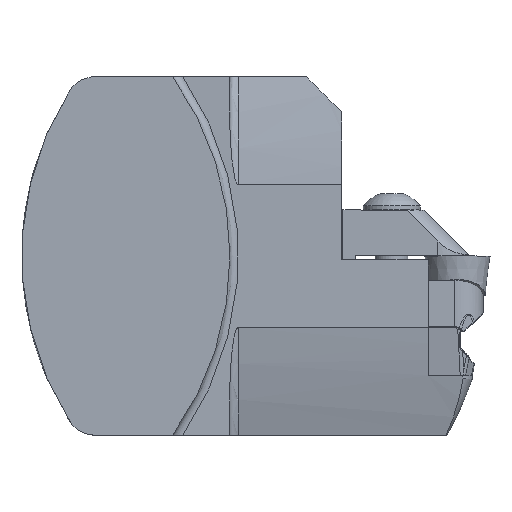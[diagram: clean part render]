
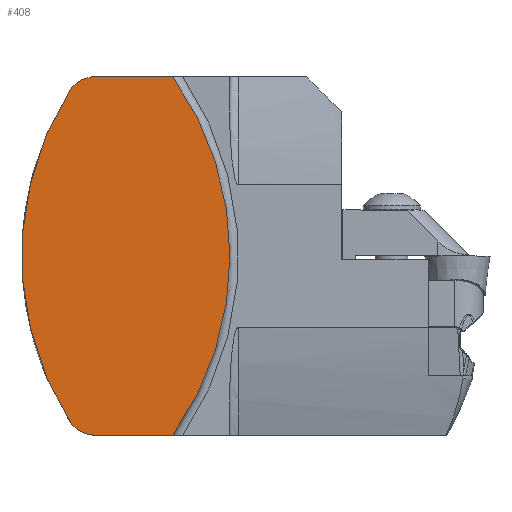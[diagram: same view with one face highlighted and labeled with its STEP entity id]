
A CAD part, top view. The second image highlights one B-rep face of the part: STEP entity #408.
In plain terms, the highlighted planar face has unit normal (0, 0, 1).
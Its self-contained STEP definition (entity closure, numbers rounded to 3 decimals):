
#304=CIRCLE('',#2168,60.25);
#305=CIRCLE('',#2171,60.25);
#307=CIRCLE('',#2174,6.);
#308=CIRCLE('',#2176,6.);
#408=ADVANCED_FACE('',(#570),#509,.T.);
#509=PLANE('',#2237);
#570=FACE_OUTER_BOUND('',#696,.T.);
#696=EDGE_LOOP('',(#988,#989,#990,#991,#992,#993));
#988=ORIENTED_EDGE('',*,*,#1558,.F.);
#989=ORIENTED_EDGE('',*,*,#1583,.F.);
#990=ORIENTED_EDGE('',*,*,#1567,.T.);
#991=ORIENTED_EDGE('',*,*,#1587,.F.);
#992=ORIENTED_EDGE('',*,*,#1577,.T.);
#993=ORIENTED_EDGE('',*,*,#1585,.F.);
#1373=VERTEX_POINT('',#2942);
#1374=VERTEX_POINT('',#2944);
#1382=VERTEX_POINT('',#3003);
#1383=VERTEX_POINT('',#3004);
#1392=VERTEX_POINT('',#3057);
#1393=VERTEX_POINT('',#3058);
#1558=EDGE_CURVE('',#1373,#1374,#1852,.T.);
#1567=EDGE_CURVE('',#1382,#1383,#1858,.T.);
#1577=EDGE_CURVE('',#1392,#1393,#304,.T.);
#1583=EDGE_CURVE('',#1382,#1373,#305,.T.);
#1585=EDGE_CURVE('',#1374,#1393,#307,.T.);
#1587=EDGE_CURVE('',#1392,#1383,#308,.T.);
#1852=LINE('',#2943,#1971);
#1858=LINE('',#3002,#1977);
#1971=VECTOR('',#2394,1.);
#1977=VECTOR('',#2402,1.);
#2168=AXIS2_PLACEMENT_3D('',#3056,#2412,#2413);
#2171=AXIS2_PLACEMENT_3D('',#3075,#2420,#2421);
#2174=AXIS2_PLACEMENT_3D('',#3078,#2426,#2427);
#2176=AXIS2_PLACEMENT_3D('',#3084,#2430,#2431);
#2237=AXIS2_PLACEMENT_3D('',#3303,#2596,#2597);
#2394=DIRECTION('',(-1.,0.,0.));
#2402=DIRECTION('',(-1.,0.,0.));
#2412=DIRECTION('',(0.,0.,1.));
#2413=DIRECTION('',(1.,0.,0.));
#2420=DIRECTION('',(0.,0.,-1.));
#2421=DIRECTION('',(1.,0.,0.));
#2426=DIRECTION('',(0.,0.,-1.));
#2427=DIRECTION('',(1.,0.,0.));
#2430=DIRECTION('',(0.,0.,-1.));
#2431=DIRECTION('',(1.,0.,0.));
#2596=DIRECTION('',(0.,0.,1.));
#2597=DIRECTION('',(1.,0.,0.));
#2942=CARTESIAN_POINT('',(9.041,-35.,0.));
#2943=CARTESIAN_POINT('',(62.06,-35.,0.));
#2944=CARTESIAN_POINT('',(-5.998,-35.,0.));
#3002=CARTESIAN_POINT('',(62.06,35.,0.));
#3003=CARTESIAN_POINT('',(9.041,35.,0.));
#3004=CARTESIAN_POINT('',(-5.998,35.,0.));
#3056=CARTESIAN_POINT('',(39.85,0.,0.));
#3057=CARTESIAN_POINT('',(-11.069,32.207,0.));
#3058=CARTESIAN_POINT('',(-11.069,-32.207,0.));
#3075=CARTESIAN_POINT('',(-40.,0.,0.));
#3078=CARTESIAN_POINT('',(-5.998,-29.,0.));
#3084=CARTESIAN_POINT('',(-5.998,29.,0.));
#3303=CARTESIAN_POINT('',(0.,0.,0.));
